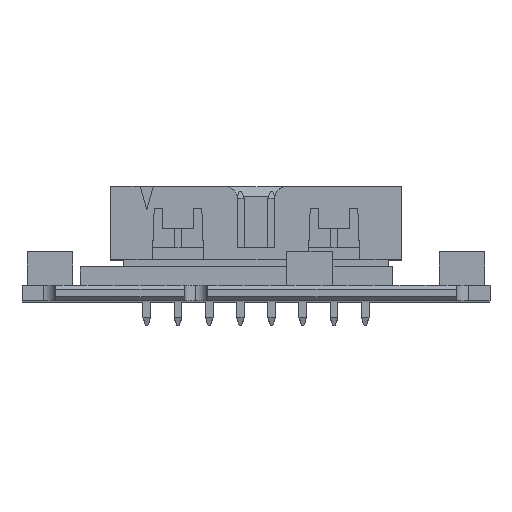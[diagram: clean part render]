
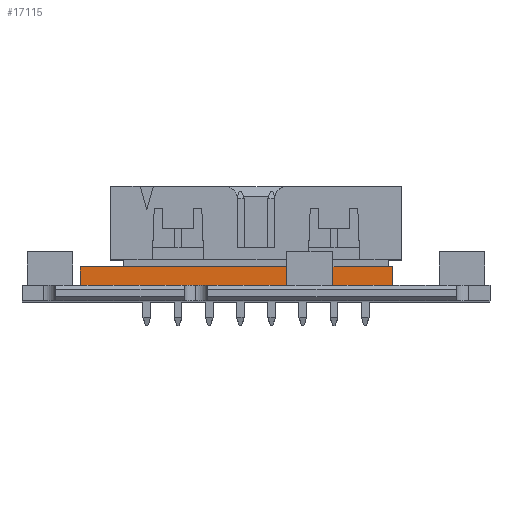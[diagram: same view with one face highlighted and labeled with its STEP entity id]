
A CAD part, top view. The second image highlights one B-rep face of the part: STEP entity #17115.
In plain terms, the highlighted planar face has unit normal (0, 0, 1).
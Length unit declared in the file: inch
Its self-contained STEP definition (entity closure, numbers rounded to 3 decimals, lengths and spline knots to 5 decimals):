
#2253 = AXIS2_PLACEMENT_3D ( 'NONE', #36169, #36170, #36171 ) ;
#5356 = FACE_OUTER_BOUND ( 'NONE', #8026, .T. ) ;
#5450 = EDGE_CURVE ( 'NONE', #27574, #35315, #8611, .T. ) ;
#5472 = EDGE_CURVE ( 'NONE', #27574, #27434, #8646, .T. ) ;
#5476 = EDGE_CURVE ( 'NONE', #27434, #26307, #8652, .T. ) ;
#7318 = EDGE_CURVE ( 'NONE', #35315, #26307, #29793, .T. ) ;
#8026 = EDGE_LOOP ( 'NONE', ( #21859, #22026, #21842, #21841 ) ) ;
#8611 = LINE ( 'NONE', #10756, #8616 ) ;
#8616 = VECTOR ( 'NONE', #10806, 39.37008 ) ;
#8646 = LINE ( 'NONE', #10489, #8649 ) ;
#8649 = VECTOR ( 'NONE', #10480, 39.37008 ) ;
#8652 = LINE ( 'NONE', #10498, #8655 ) ;
#8655 = VECTOR ( 'NONE', #10492, 39.37008 ) ;
#10480 = DIRECTION ( 'NONE',  ( 1., 0., 0. ) ) ;
#10489 = CARTESIAN_POINT ( 'NONE',  ( -0.4437, 0.06673, -0.4563 ) ) ;
#10492 = DIRECTION ( 'NONE',  ( 0., -1., 0. ) ) ;
#10498 = CARTESIAN_POINT ( 'NONE',  ( 0.3437, 0.06673, -0.4563 ) ) ;
#10756 = CARTESIAN_POINT ( 'NONE',  ( -0.4437, 0.06673, -0.4563 ) ) ;
#10806 = DIRECTION ( 'NONE',  ( 0., -1., 0. ) ) ;
#16956 = CARTESIAN_POINT ( 'NONE',  ( -0.4437, 0.01949, -0.4563 ) ) ;
#17115 = ADVANCED_FACE ( 'NONE', ( #5356 ), #36152, .F. ) ;
#21841 = ORIENTED_EDGE ( 'NONE', *, *, #5450, .T. ) ;
#21842 = ORIENTED_EDGE ( 'NONE', *, *, #5472, .F. ) ;
#21859 = ORIENTED_EDGE ( 'NONE', *, *, #7318, .T. ) ;
#22026 = ORIENTED_EDGE ( 'NONE', *, *, #5476, .F. ) ;
#23798 = CARTESIAN_POINT ( 'NONE',  ( 0.3437, 0.01949, -0.4563 ) ) ;
#24463 = CARTESIAN_POINT ( 'NONE',  ( 0.3437, 0.06673, -0.4563 ) ) ;
#24732 = CARTESIAN_POINT ( 'NONE',  ( -0.4437, 0.06673, -0.4563 ) ) ;
#26307 = VERTEX_POINT ( 'NONE', #23798 ) ;
#27434 = VERTEX_POINT ( 'NONE', #24463 ) ;
#27574 = VERTEX_POINT ( 'NONE', #24732 ) ;
#29793 = LINE ( 'NONE', #30759, #29796 ) ;
#29796 = VECTOR ( 'NONE', #30760, 39.37008 ) ;
#30759 = CARTESIAN_POINT ( 'NONE',  ( -0.4437, 0.01949, -0.4563 ) ) ;
#30760 = DIRECTION ( 'NONE',  ( 1., 0., 0. ) ) ;
#35315 = VERTEX_POINT ( 'NONE', #16956 ) ;
#36152 = PLANE ( 'NONE',  #2253 ) ;
#36169 = CARTESIAN_POINT ( 'NONE',  ( -0.4437, 0.06673, -0.4563 ) ) ;
#36170 = DIRECTION ( 'NONE',  ( 0., 0., -1. ) ) ;
#36171 = DIRECTION ( 'NONE',  ( -1., 0., 0. ) ) ;
